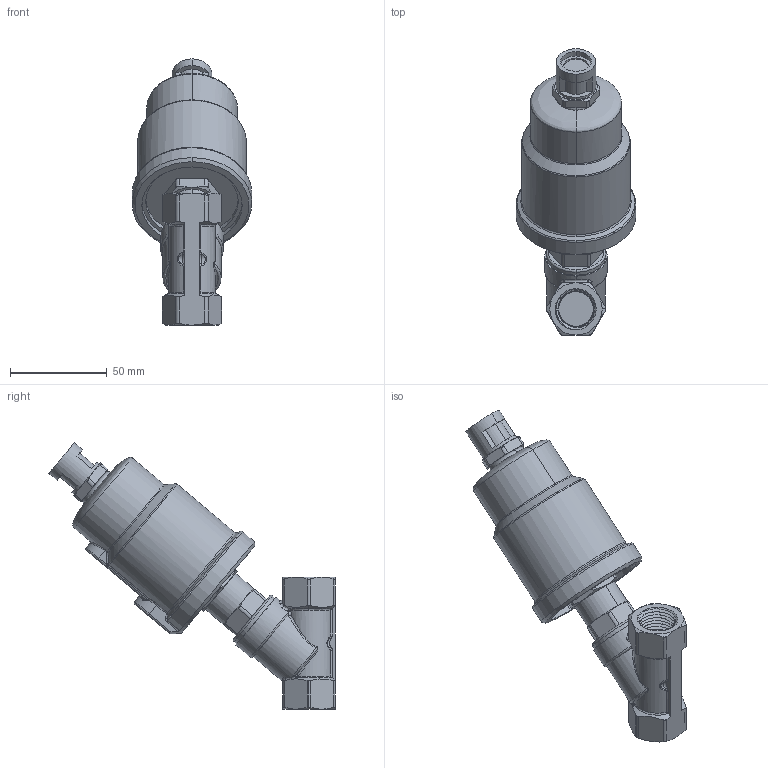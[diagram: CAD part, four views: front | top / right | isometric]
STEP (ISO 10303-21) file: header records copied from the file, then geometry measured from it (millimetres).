
FILE_DESCRIPTION (( 'STEP AP214' ), '1' );
FILE_NAME ('2KS1-2.STEP', '2019-03-11T22:45:25', ( '' ), ( '' ), 'SwSTEP 2.0', 'SolidWorks 2016', '' );
FILE_SCHEMA (( 'AUTOMOTIVE_DESIGN' ));
Length unit declared in the file: millimetre
Products named in the file (1): 2KS1-2
Bounding box: 61.8 x 147.79 x 137.5 mm (x, y, z)
Volume: 244858.2 mm3; surface area: 39228.2 mm2
Topology: 2 solids, 2 shells, 395 faces, 1022 edges, 641 vertices
Faces by surface type: cone 129, cylinder 86, plane 71, bspline 66, torus 29, sphere 14
Entity records: 32646 total; most frequent: CARTESIAN_POINT 23896, ORIENTED_EDGE 2040, DIRECTION 1488, EDGE_CURVE 1020, VERTEX_POINT 641, AXIS2_PLACEMENT_3D 613, B_SPLINE_CURVE_WITH_KNOTS 464, EDGE_LOOP 411
